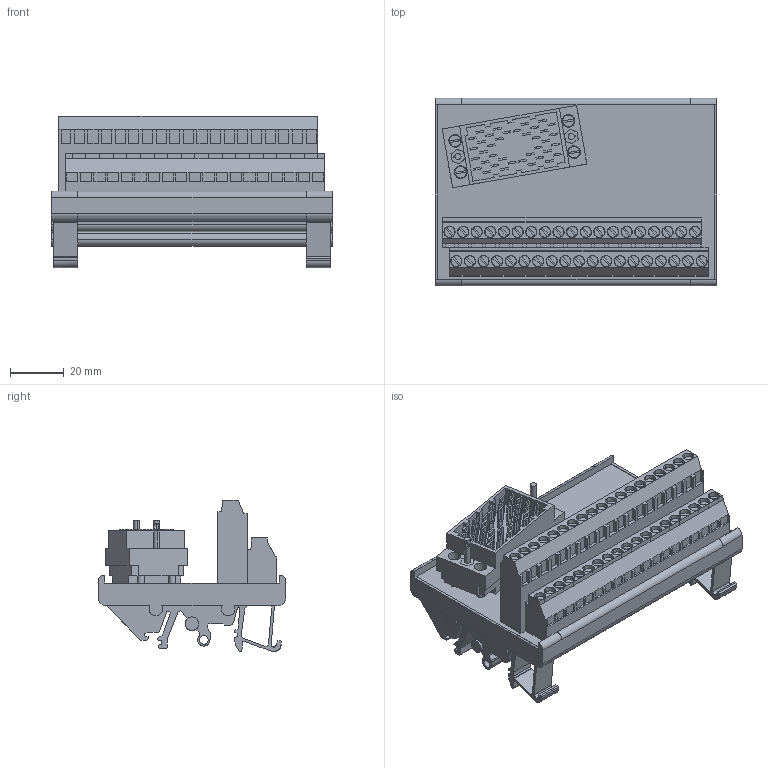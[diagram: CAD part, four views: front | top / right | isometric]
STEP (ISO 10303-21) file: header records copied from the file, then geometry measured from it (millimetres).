
FILE_DESCRIPTION(('CATIA V5R22 STEP214','CAx-IF Rec.Pracs.--- Model Styling and Organization---1.4--- 2014-01-23'),'2;1');
FILE_NAME ('006913-2_0', '2021-12-10T11:50:40+00:00', ('Weidmueller Interface'), ('Weidmueller'), 'CATIA Version 5-6 Release 2016 SP3 HF44', 'CATIA V5 STEP AP214', 'none');
FILE_SCHEMA(('AUTOMOTIVE_DESIGN { 1 0 10303 214 1 1 1 1 }'));
Products named in the file (1): 1126670000_RS ELCO 38_38LM S
Bounding box: 105 x 70 x 56.42 mm (x, y, z)
Volume: 101494.2 mm3; surface area: 62884.1 mm2
Topology: 2 solids, 2 shells, 1788 faces, 5440 edges, 3807 vertices
Faces by surface type: plane 1161, cylinder 581, bspline 38, cone 8
Entity records: 71872 total; most frequent: CARTESIAN_POINT 23162, ORIENTED_EDGE 10880, DIRECTION 7899, EDGE_CURVE 5440, VERTEX_POINT 3807, VECTOR 3443, LINE 3443, AXIS2_PLACEMENT_3D 2707
